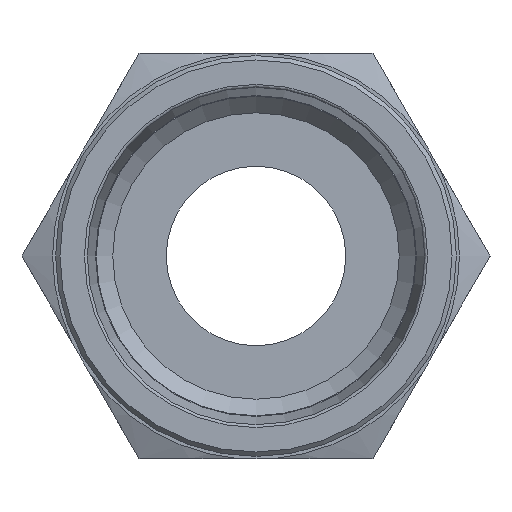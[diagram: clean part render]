
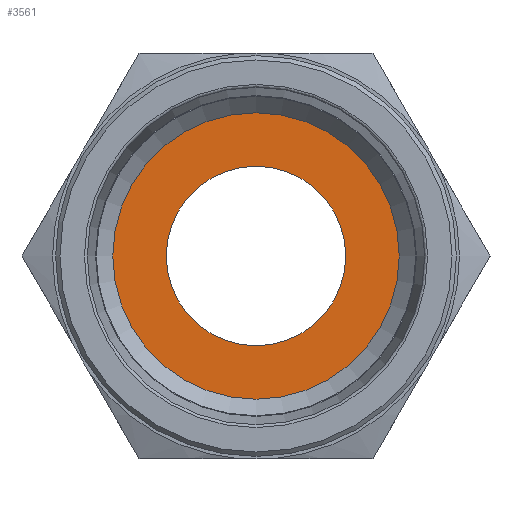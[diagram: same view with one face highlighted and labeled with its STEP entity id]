
A CAD part, left-side view. The second image highlights one B-rep face of the part: STEP entity #3561.
In plain terms, the highlighted planar face has unit normal (-1, 0, 0).
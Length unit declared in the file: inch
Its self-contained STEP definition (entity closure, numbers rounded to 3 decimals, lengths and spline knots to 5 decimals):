
#3186=CARTESIAN_POINT('',(0.91,-0.3045,0.));
#3187=VERTEX_POINT('',#3186);
#3188=CARTESIAN_POINT('',(0.91,0.,0.));
#3189=DIRECTION('',(1.0,0.0,0.0));
#3190=DIRECTION('',(0.0,1.0,0.0));
#3191=AXIS2_PLACEMENT_3D('',#3188,#3189,#3190);
#3192=CIRCLE('',#3191,0.3045);
#3193=EDGE_CURVE('',#3187,#3187,#3192,.T.);
#3535=CARTESIAN_POINT('',(0.91,0.0,0.486));
#3536=VERTEX_POINT('',#3535);
#3537=CARTESIAN_POINT('',(0.91,0.0,0.0));
#3538=DIRECTION('',(-1.0,0.0,0.0));
#3539=DIRECTION('',(0.0,0.0,1.0));
#3540=AXIS2_PLACEMENT_3D('',#3537,#3538,#3539);
#3541=CIRCLE('',#3540,0.486);
#3542=EDGE_CURVE('',#3536,#3536,#3541,.T.);
#3550=CARTESIAN_POINT('',(0.91,0.486,0.0));
#3551=DIRECTION('',(1.0,0.0,0.0));
#3552=DIRECTION('',(0.0,0.0,-1.0));
#3553=AXIS2_PLACEMENT_3D('',#3550,#3551,#3552);
#3554=PLANE('',#3553);
#3555=ORIENTED_EDGE('',*,*,#3542,.T.);
#3556=EDGE_LOOP('',(#3555));
#3557=FACE_OUTER_BOUND('',#3556,.T.);
#3558=ORIENTED_EDGE('',*,*,#3193,.T.);
#3559=EDGE_LOOP('',(#3558));
#3560=FACE_BOUND('',#3559,.T.);
#3561=ADVANCED_FACE('',(#3557,#3560),#3554,.F.);
